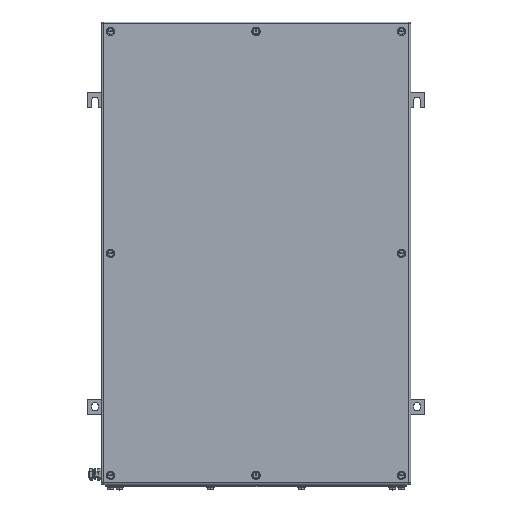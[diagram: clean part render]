
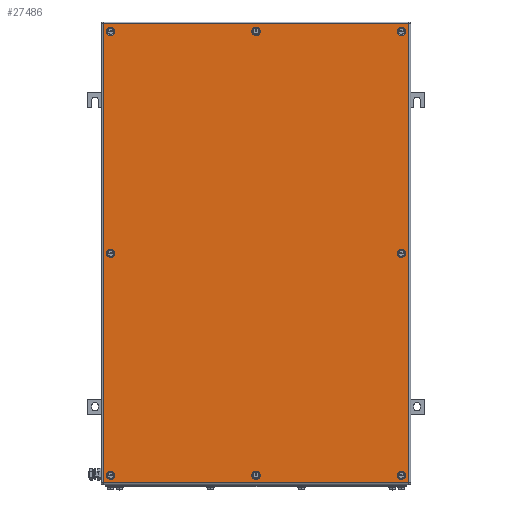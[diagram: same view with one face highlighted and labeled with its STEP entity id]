
A CAD part, top view. The second image highlights one B-rep face of the part: STEP entity #27486.
In plain terms, the highlighted planar face has unit normal (0, 0, 1).
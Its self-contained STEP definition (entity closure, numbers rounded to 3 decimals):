
#27288=AXIS2_PLACEMENT_3D('Circle Axis2P3D',#27286,#27287,$) ;
#27315=AXIS2_PLACEMENT_3D('Plane Axis2P3D',#27312,#27313,#27314) ;
#27353=AXIS2_PLACEMENT_3D('Circle Axis2P3D',#27351,#27352,$) ;
#27362=AXIS2_PLACEMENT_3D('Circle Axis2P3D',#27360,#27361,$) ;
#27371=AXIS2_PLACEMENT_3D('Circle Axis2P3D',#27369,#27370,$) ;
#27380=AXIS2_PLACEMENT_3D('Circle Axis2P3D',#27378,#27379,$) ;
#27389=AXIS2_PLACEMENT_3D('Circle Axis2P3D',#27387,#27388,$) ;
#27398=AXIS2_PLACEMENT_3D('Circle Axis2P3D',#27396,#27397,$) ;
#27407=AXIS2_PLACEMENT_3D('Circle Axis2P3D',#27405,#27406,$) ;
#27416=AXIS2_PLACEMENT_3D('Circle Axis2P3D',#27414,#27415,$) ;
#27425=AXIS2_PLACEMENT_3D('Circle Axis2P3D',#27423,#27424,$) ;
#27434=AXIS2_PLACEMENT_3D('Circle Axis2P3D',#27432,#27433,$) ;
#27443=AXIS2_PLACEMENT_3D('Circle Axis2P3D',#27441,#27442,$) ;
#27452=AXIS2_PLACEMENT_3D('Circle Axis2P3D',#27450,#27451,$) ;
#27461=AXIS2_PLACEMENT_3D('Circle Axis2P3D',#27459,#27460,$) ;
#27470=AXIS2_PLACEMENT_3D('Circle Axis2P3D',#27468,#27469,$) ;
#27479=AXIS2_PLACEMENT_3D('Circle Axis2P3D',#27477,#27478,$) ;
#27283=CARTESIAN_POINT('Vertex',(276.,23.5,203.5)) ;
#27286=CARTESIAN_POINT('Axis2P3D Location',(279.5,23.5,203.5)) ;
#27290=CARTESIAN_POINT('Vertex',(283.,23.5,203.5)) ;
#27312=CARTESIAN_POINT('Axis2P3D Location',(279.5,392.,203.5)) ;
#27317=CARTESIAN_POINT('Line Origine',(279.5,772.5,203.5)) ;
#27321=CARTESIAN_POINT('Vertex',(533.,772.5,203.5)) ;
#27323=CARTESIAN_POINT('Vertex',(26.,772.5,203.5)) ;
#27326=CARTESIAN_POINT('Line Origine',(26.,392.,203.5)) ;
#27330=CARTESIAN_POINT('Vertex',(26.,11.5,203.5)) ;
#27333=CARTESIAN_POINT('Line Origine',(279.5,11.5,203.5)) ;
#27337=CARTESIAN_POINT('Vertex',(533.,11.5,203.5)) ;
#27340=CARTESIAN_POINT('Line Origine',(533.,392.,203.5)) ;
#27351=CARTESIAN_POINT('Axis2P3D Location',(279.5,23.5,203.5)) ;
#27360=CARTESIAN_POINT('Axis2P3D Location',(279.5,760.5,203.5)) ;
#27364=CARTESIAN_POINT('Vertex',(283.,760.5,203.5)) ;
#27366=CARTESIAN_POINT('Vertex',(276.,760.5,203.5)) ;
#27369=CARTESIAN_POINT('Axis2P3D Location',(279.5,760.5,203.5)) ;
#27378=CARTESIAN_POINT('Axis2P3D Location',(38.,392.,203.5)) ;
#27382=CARTESIAN_POINT('Vertex',(34.5,392.,203.5)) ;
#27384=CARTESIAN_POINT('Vertex',(41.5,392.,203.5)) ;
#27387=CARTESIAN_POINT('Axis2P3D Location',(38.,392.,203.5)) ;
#27396=CARTESIAN_POINT('Axis2P3D Location',(521.,392.,203.5)) ;
#27400=CARTESIAN_POINT('Vertex',(524.5,392.,203.5)) ;
#27402=CARTESIAN_POINT('Vertex',(517.5,392.,203.5)) ;
#27405=CARTESIAN_POINT('Axis2P3D Location',(521.,392.,203.5)) ;
#27414=CARTESIAN_POINT('Axis2P3D Location',(38.,760.5,203.5)) ;
#27418=CARTESIAN_POINT('Vertex',(34.5,760.5,203.5)) ;
#27420=CARTESIAN_POINT('Vertex',(41.5,760.5,203.5)) ;
#27423=CARTESIAN_POINT('Axis2P3D Location',(38.,760.5,203.5)) ;
#27432=CARTESIAN_POINT('Axis2P3D Location',(38.,23.5,203.5)) ;
#27436=CARTESIAN_POINT('Vertex',(34.5,23.5,203.5)) ;
#27438=CARTESIAN_POINT('Vertex',(41.5,23.5,203.5)) ;
#27441=CARTESIAN_POINT('Axis2P3D Location',(38.,23.5,203.5)) ;
#27450=CARTESIAN_POINT('Axis2P3D Location',(521.,23.5,203.5)) ;
#27454=CARTESIAN_POINT('Vertex',(524.5,23.5,203.5)) ;
#27456=CARTESIAN_POINT('Vertex',(517.5,23.5,203.5)) ;
#27459=CARTESIAN_POINT('Axis2P3D Location',(521.,23.5,203.5)) ;
#27468=CARTESIAN_POINT('Axis2P3D Location',(521.,760.5,203.5)) ;
#27472=CARTESIAN_POINT('Vertex',(524.5,760.5,203.5)) ;
#27474=CARTESIAN_POINT('Vertex',(517.5,760.5,203.5)) ;
#27477=CARTESIAN_POINT('Axis2P3D Location',(521.,760.5,203.5)) ;
#27287=DIRECTION('Axis2P3D Direction',(0.,0.,1.)) ;
#27313=DIRECTION('Axis2P3D Direction',(0.,0.,1.)) ;
#27314=DIRECTION('Axis2P3D XDirection',(1.,0.,0.)) ;
#27318=DIRECTION('Vector Direction',(1.,0.,0.)) ;
#27327=DIRECTION('Vector Direction',(0.,-1.,0.)) ;
#27334=DIRECTION('Vector Direction',(1.,0.,0.)) ;
#27341=DIRECTION('Vector Direction',(0.,1.,0.)) ;
#27352=DIRECTION('Axis2P3D Direction',(0.,0.,1.)) ;
#27361=DIRECTION('Axis2P3D Direction',(0.,0.,1.)) ;
#27370=DIRECTION('Axis2P3D Direction',(0.,0.,1.)) ;
#27379=DIRECTION('Axis2P3D Direction',(0.,0.,1.)) ;
#27388=DIRECTION('Axis2P3D Direction',(0.,0.,1.)) ;
#27397=DIRECTION('Axis2P3D Direction',(0.,0.,1.)) ;
#27406=DIRECTION('Axis2P3D Direction',(0.,0.,1.)) ;
#27415=DIRECTION('Axis2P3D Direction',(0.,0.,1.)) ;
#27424=DIRECTION('Axis2P3D Direction',(0.,0.,1.)) ;
#27433=DIRECTION('Axis2P3D Direction',(0.,0.,1.)) ;
#27442=DIRECTION('Axis2P3D Direction',(0.,0.,1.)) ;
#27451=DIRECTION('Axis2P3D Direction',(0.,0.,1.)) ;
#27460=DIRECTION('Axis2P3D Direction',(0.,0.,1.)) ;
#27469=DIRECTION('Axis2P3D Direction',(0.,0.,1.)) ;
#27478=DIRECTION('Axis2P3D Direction',(0.,0.,1.)) ;
#27319=VECTOR('Line Direction',#27318,1.) ;
#27328=VECTOR('Line Direction',#27327,1.) ;
#27335=VECTOR('Line Direction',#27334,1.) ;
#27342=VECTOR('Line Direction',#27341,1.) ;
#27346=ORIENTED_EDGE('',*,*,#27325,.T.) ;
#27347=ORIENTED_EDGE('',*,*,#27332,.T.) ;
#27348=ORIENTED_EDGE('',*,*,#27339,.T.) ;
#27349=ORIENTED_EDGE('',*,*,#27344,.T.) ;
#27357=ORIENTED_EDGE('',*,*,#27355,.F.) ;
#27358=ORIENTED_EDGE('',*,*,#27292,.F.) ;
#27375=ORIENTED_EDGE('',*,*,#27368,.F.) ;
#27376=ORIENTED_EDGE('',*,*,#27373,.F.) ;
#27393=ORIENTED_EDGE('',*,*,#27386,.F.) ;
#27394=ORIENTED_EDGE('',*,*,#27391,.F.) ;
#27411=ORIENTED_EDGE('',*,*,#27404,.F.) ;
#27412=ORIENTED_EDGE('',*,*,#27409,.F.) ;
#27429=ORIENTED_EDGE('',*,*,#27422,.F.) ;
#27430=ORIENTED_EDGE('',*,*,#27427,.F.) ;
#27447=ORIENTED_EDGE('',*,*,#27440,.F.) ;
#27448=ORIENTED_EDGE('',*,*,#27445,.F.) ;
#27465=ORIENTED_EDGE('',*,*,#27458,.F.) ;
#27466=ORIENTED_EDGE('',*,*,#27463,.F.) ;
#27483=ORIENTED_EDGE('',*,*,#27476,.F.) ;
#27484=ORIENTED_EDGE('',*,*,#27481,.F.) ;
#27359=FACE_BOUND('',#27356,.T.) ;
#27377=FACE_BOUND('',#27374,.T.) ;
#27395=FACE_BOUND('',#27392,.T.) ;
#27413=FACE_BOUND('',#27410,.T.) ;
#27431=FACE_BOUND('',#27428,.T.) ;
#27449=FACE_BOUND('',#27446,.T.) ;
#27467=FACE_BOUND('',#27464,.T.) ;
#27485=FACE_BOUND('',#27482,.T.) ;
#27486=ADVANCED_FACE('ZUB_KTB_FS_765020_1GP_AllCATPart.2\\ZUB_DE_KTB_FS.1\\DE_KTB_MH_PART_MASTER.1\\Koerper.2',(#27350,#27359,#27377,#27395,#27413,#27431,#27449,#27467,#27485),#27316,.T.) ;
#27289=CIRCLE('generated circle',#27288,3.5) ;
#27354=CIRCLE('generated circle',#27353,3.5) ;
#27363=CIRCLE('generated circle',#27362,3.5) ;
#27372=CIRCLE('generated circle',#27371,3.5) ;
#27381=CIRCLE('generated circle',#27380,3.5) ;
#27390=CIRCLE('generated circle',#27389,3.5) ;
#27399=CIRCLE('generated circle',#27398,3.5) ;
#27408=CIRCLE('generated circle',#27407,3.5) ;
#27417=CIRCLE('generated circle',#27416,3.5) ;
#27426=CIRCLE('generated circle',#27425,3.5) ;
#27435=CIRCLE('generated circle',#27434,3.5) ;
#27444=CIRCLE('generated circle',#27443,3.5) ;
#27453=CIRCLE('generated circle',#27452,3.5) ;
#27462=CIRCLE('generated circle',#27461,3.5) ;
#27471=CIRCLE('generated circle',#27470,3.5) ;
#27480=CIRCLE('generated circle',#27479,3.5) ;
#27292=EDGE_CURVE('',#27284,#27291,#27289,.T.) ;
#27325=EDGE_CURVE('',#27322,#27324,#27320,.F.) ;
#27332=EDGE_CURVE('',#27324,#27331,#27329,.T.) ;
#27339=EDGE_CURVE('',#27331,#27338,#27336,.T.) ;
#27344=EDGE_CURVE('',#27338,#27322,#27343,.T.) ;
#27355=EDGE_CURVE('',#27291,#27284,#27354,.T.) ;
#27368=EDGE_CURVE('',#27365,#27367,#27363,.T.) ;
#27373=EDGE_CURVE('',#27367,#27365,#27372,.T.) ;
#27386=EDGE_CURVE('',#27383,#27385,#27381,.T.) ;
#27391=EDGE_CURVE('',#27385,#27383,#27390,.T.) ;
#27404=EDGE_CURVE('',#27401,#27403,#27399,.T.) ;
#27409=EDGE_CURVE('',#27403,#27401,#27408,.T.) ;
#27422=EDGE_CURVE('',#27419,#27421,#27417,.T.) ;
#27427=EDGE_CURVE('',#27421,#27419,#27426,.T.) ;
#27440=EDGE_CURVE('',#27437,#27439,#27435,.T.) ;
#27445=EDGE_CURVE('',#27439,#27437,#27444,.T.) ;
#27458=EDGE_CURVE('',#27455,#27457,#27453,.T.) ;
#27463=EDGE_CURVE('',#27457,#27455,#27462,.T.) ;
#27476=EDGE_CURVE('',#27473,#27475,#27471,.T.) ;
#27481=EDGE_CURVE('',#27475,#27473,#27480,.T.) ;
#27345=EDGE_LOOP('',(#27346,#27347,#27348,#27349)) ;
#27356=EDGE_LOOP('',(#27357,#27358)) ;
#27374=EDGE_LOOP('',(#27375,#27376)) ;
#27392=EDGE_LOOP('',(#27393,#27394)) ;
#27410=EDGE_LOOP('',(#27411,#27412)) ;
#27428=EDGE_LOOP('',(#27429,#27430)) ;
#27446=EDGE_LOOP('',(#27447,#27448)) ;
#27464=EDGE_LOOP('',(#27465,#27466)) ;
#27482=EDGE_LOOP('',(#27483,#27484)) ;
#27350=FACE_OUTER_BOUND('',#27345,.T.) ;
#27320=LINE('Line',#27317,#27319) ;
#27329=LINE('Line',#27326,#27328) ;
#27336=LINE('Line',#27333,#27335) ;
#27343=LINE('Line',#27340,#27342) ;
#27316=PLANE('',#27315) ;
#27284=VERTEX_POINT('',#27283) ;
#27291=VERTEX_POINT('',#27290) ;
#27322=VERTEX_POINT('',#27321) ;
#27324=VERTEX_POINT('',#27323) ;
#27331=VERTEX_POINT('',#27330) ;
#27338=VERTEX_POINT('',#27337) ;
#27365=VERTEX_POINT('',#27364) ;
#27367=VERTEX_POINT('',#27366) ;
#27383=VERTEX_POINT('',#27382) ;
#27385=VERTEX_POINT('',#27384) ;
#27401=VERTEX_POINT('',#27400) ;
#27403=VERTEX_POINT('',#27402) ;
#27419=VERTEX_POINT('',#27418) ;
#27421=VERTEX_POINT('',#27420) ;
#27437=VERTEX_POINT('',#27436) ;
#27439=VERTEX_POINT('',#27438) ;
#27455=VERTEX_POINT('',#27454) ;
#27457=VERTEX_POINT('',#27456) ;
#27473=VERTEX_POINT('',#27472) ;
#27475=VERTEX_POINT('',#27474) ;
